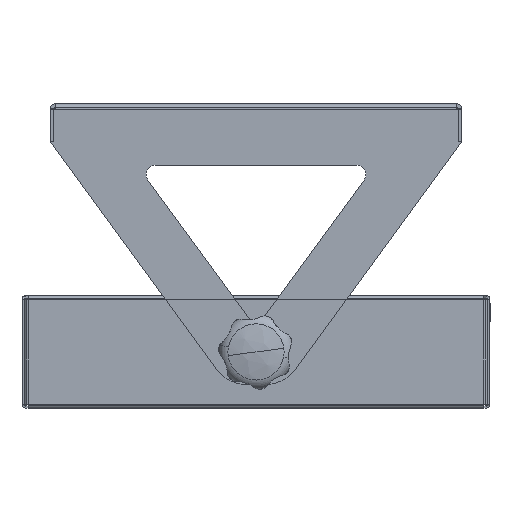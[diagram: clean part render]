
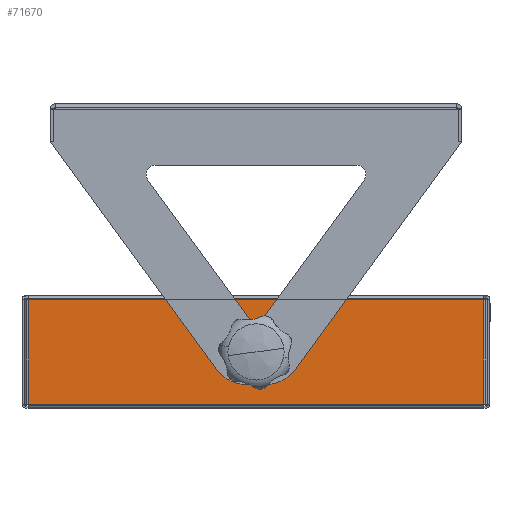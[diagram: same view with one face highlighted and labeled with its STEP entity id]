
A CAD part, left-side view. The second image highlights one B-rep face of the part: STEP entity #71670.
In plain terms, the highlighted planar face has unit normal (-1, 0, 0).
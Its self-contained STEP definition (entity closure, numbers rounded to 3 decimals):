
#3753 = EDGE_CURVE ( 'NONE', #6567, #90798, #87307, .T. ) ;
#3935 = VERTEX_POINT ( 'NONE', #82283 ) ;
#4670 = DIRECTION ( 'NONE',  ( 0., 0.5, 0.866 ) ) ;
#5300 = LINE ( 'NONE', #108288, #72914 ) ;
#5436 = ORIENTED_EDGE ( 'NONE', *, *, #20963, .T. ) ;
#6336 = CARTESIAN_POINT ( 'NONE',  ( -93.608, 282.38, -135.849 ) ) ;
#6567 = VERTEX_POINT ( 'NONE', #43921 ) ;
#6829 = VECTOR ( 'NONE', #88086, 1000. ) ;
#8670 = VERTEX_POINT ( 'NONE', #109745 ) ;
#11244 = CARTESIAN_POINT ( 'NONE',  ( -93.608, 272.854, -130.349 ) ) ;
#14440 = EDGE_LOOP ( 'NONE', ( #51176, #98797, #91436, #30639, #21670, #5436 ) ) ;
#15683 = DIRECTION ( 'NONE',  ( 1., 0., 0. ) ) ;
#19354 = LINE ( 'NONE', #11244, #121515 ) ;
#20475 = VECTOR ( 'NONE', #60519, 1000. ) ;
#20589 = DIRECTION ( 'NONE',  ( 0., 0., 1. ) ) ;
#20963 = EDGE_CURVE ( 'NONE', #43008, #37225, #19354, .T. ) ;
#21670 = ORIENTED_EDGE ( 'NONE', *, *, #121356, .T. ) ;
#22239 = CARTESIAN_POINT ( 'NONE',  ( -93.608, 397.722, -107.836 ) ) ;
#23962 = ORIENTED_EDGE ( 'NONE', *, *, #57527, .T. ) ;
#24374 = EDGE_CURVE ( 'NONE', #8670, #3935, #63890, .T. ) ;
#24980 = DIRECTION ( 'NONE',  ( 0., -0.5, 0.866 ) ) ;
#25262 = CARTESIAN_POINT ( 'NONE',  ( -93.608, 269.678, -135.849 ) ) ;
#28542 = DIRECTION ( 'NONE',  ( 0., -1., 0. ) ) ;
#29225 = VECTOR ( 'NONE', #24980, 1000. ) ;
#30639 = ORIENTED_EDGE ( 'NONE', *, *, #103317, .T. ) ;
#32184 = CARTESIAN_POINT ( 'NONE',  ( -93.608, 272.854, -130.349 ) ) ;
#33182 = DIRECTION ( 'NONE',  ( 0., 0.5, -0.866 ) ) ;
#37225 = VERTEX_POINT ( 'NONE', #25262 ) ;
#41013 = ORIENTED_EDGE ( 'NONE', *, *, #24374, .F. ) ;
#43008 = VERTEX_POINT ( 'NONE', #32184 ) ;
#43921 = CARTESIAN_POINT ( 'NONE',  ( -93.608, 272.854, -141.349 ) ) ;
#44850 = CARTESIAN_POINT ( 'NONE',  ( -93.608, 151.029, -164.599 ) ) ;
#44950 = VECTOR ( 'NONE', #77423, 1000. ) ;
#46000 = EDGE_CURVE ( 'NONE', #90798, #121199, #5300, .T. ) ;
#48433 = LINE ( 'NONE', #50266, #6829 ) ;
#49109 = DIRECTION ( 'NONE',  ( 0., -0.5, -0.866 ) ) ;
#50266 = CARTESIAN_POINT ( 'NONE',  ( -93.608, 152.35, -107.836 ) ) ;
#51176 = ORIENTED_EDGE ( 'NONE', *, *, #70822, .T. ) ;
#52464 = VERTEX_POINT ( 'NONE', #116309 ) ;
#53562 = FACE_BOUND ( 'NONE', #14440, .T. ) ;
#53788 = EDGE_CURVE ( 'NONE', #113014, #3935, #120448, .T. ) ;
#54582 = CARTESIAN_POINT ( 'NONE',  ( -93.608, 401.029, -163.863 ) ) ;
#55442 = ORIENTED_EDGE ( 'NONE', *, *, #53788, .T. ) ;
#57527 = EDGE_CURVE ( 'NONE', #8670, #88336, #58455, .T. ) ;
#58455 = LINE ( 'NONE', #115488, #72218 ) ;
#60519 = DIRECTION ( 'NONE',  ( 0., 0., -1. ) ) ;
#63890 = LINE ( 'NONE', #54582, #82419 ) ;
#66630 = CARTESIAN_POINT ( 'NONE',  ( -93.608, 279.204, -141.349 ) ) ;
#70822 = EDGE_CURVE ( 'NONE', #37225, #6567, #117532, .T. ) ;
#71561 = CARTESIAN_POINT ( 'NONE',  ( -93.608, 282.38, -135.849 ) ) ;
#71670 = ADVANCED_FACE ( 'NONE', ( #53562, #119897 ), #100063, .F. ) ;
#72218 = VECTOR ( 'NONE', #20589, 1000. ) ;
#72752 = LINE ( 'NONE', #6336, #29225 ) ;
#72914 = VECTOR ( 'NONE', #4670, 1000. ) ;
#77423 = DIRECTION ( 'NONE',  ( 0., 1., 0. ) ) ;
#79072 = CARTESIAN_POINT ( 'NONE',  ( -93.608, 154.336, -107.836 ) ) ;
#82171 = VECTOR ( 'NONE', #33182, 1000. ) ;
#82283 = CARTESIAN_POINT ( 'NONE',  ( -93.608, 397.722, -163.863 ) ) ;
#82419 = VECTOR ( 'NONE', #101695, 1000. ) ;
#84397 = CARTESIAN_POINT ( 'NONE',  ( -93.608, 279.204, -130.349 ) ) ;
#87307 = LINE ( 'NONE', #106531, #44950 ) ;
#88086 = DIRECTION ( 'NONE',  ( 0., 1., 0. ) ) ;
#88336 = VERTEX_POINT ( 'NONE', #79072 ) ;
#88401 = CARTESIAN_POINT ( 'NONE',  ( -93.608, 269.678, -135.849 ) ) ;
#90152 = EDGE_CURVE ( 'NONE', #88336, #113014, #48433, .T. ) ;
#90707 = CARTESIAN_POINT ( 'NONE',  ( -93.608, 397.722, -107.836 ) ) ;
#90798 = VERTEX_POINT ( 'NONE', #66630 ) ;
#91436 = ORIENTED_EDGE ( 'NONE', *, *, #46000, .T. ) ;
#93694 = LINE ( 'NONE', #84397, #117260 ) ;
#95511 = ORIENTED_EDGE ( 'NONE', *, *, #90152, .T. ) ;
#98102 = AXIS2_PLACEMENT_3D ( 'NONE', #44850, #15683, #110594 ) ;
#98797 = ORIENTED_EDGE ( 'NONE', *, *, #3753, .T. ) ;
#100063 = PLANE ( 'NONE',  #98102 ) ;
#101695 = DIRECTION ( 'NONE',  ( 0., 1., 0. ) ) ;
#103317 = EDGE_CURVE ( 'NONE', #121199, #52464, #72752, .T. ) ;
#105161 = EDGE_LOOP ( 'NONE', ( #23962, #95511, #55442, #41013 ) ) ;
#106531 = CARTESIAN_POINT ( 'NONE',  ( -93.608, 272.854, -141.349 ) ) ;
#108288 = CARTESIAN_POINT ( 'NONE',  ( -93.608, 279.204, -141.349 ) ) ;
#109745 = CARTESIAN_POINT ( 'NONE',  ( -93.608, 154.336, -163.863 ) ) ;
#110594 = DIRECTION ( 'NONE',  ( 0., 0., -1. ) ) ;
#113014 = VERTEX_POINT ( 'NONE', #22239 ) ;
#115488 = CARTESIAN_POINT ( 'NONE',  ( -93.608, 154.336, -163.863 ) ) ;
#116309 = CARTESIAN_POINT ( 'NONE',  ( -93.608, 279.204, -130.349 ) ) ;
#117260 = VECTOR ( 'NONE', #28542, 1000. ) ;
#117532 = LINE ( 'NONE', #88401, #82171 ) ;
#119897 = FACE_OUTER_BOUND ( 'NONE', #105161, .T. ) ;
#120448 = LINE ( 'NONE', #90707, #20475 ) ;
#121199 = VERTEX_POINT ( 'NONE', #71561 ) ;
#121356 = EDGE_CURVE ( 'NONE', #52464, #43008, #93694, .T. ) ;
#121515 = VECTOR ( 'NONE', #49109, 1000. ) ;
